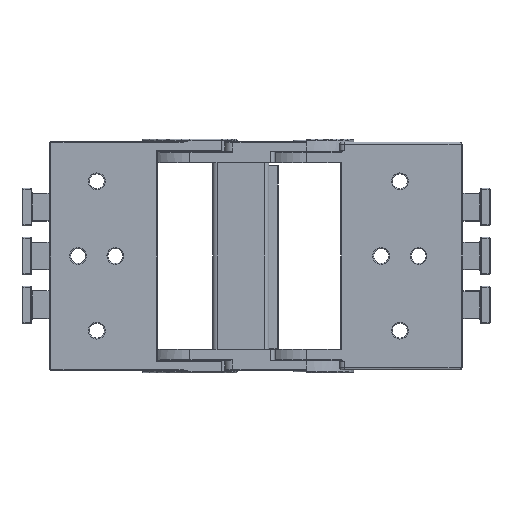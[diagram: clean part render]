
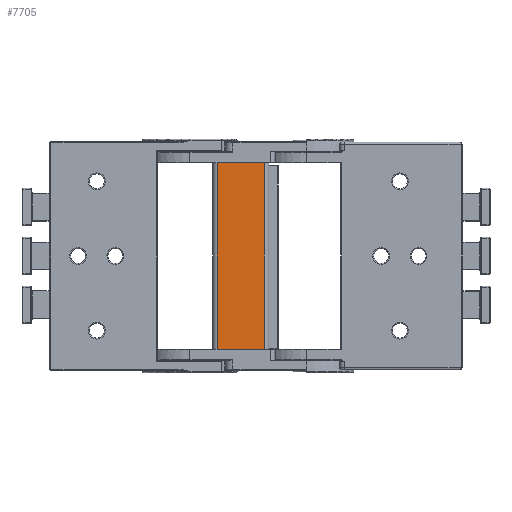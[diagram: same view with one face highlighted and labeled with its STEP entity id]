
A CAD part, front view. The second image highlights one B-rep face of the part: STEP entity #7705.
In plain terms, the highlighted planar face has unit normal (0, -1, 0).
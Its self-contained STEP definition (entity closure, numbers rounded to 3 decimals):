
#880 = CARTESIAN_POINT ( 'NONE',  ( -42.408, -5.369, 77.505 ) ) ;
#1238 = DIRECTION ( 'NONE',  ( 1., 0., 0. ) ) ;
#1341 = CARTESIAN_POINT ( 'NONE',  ( -41.408, -5.369, 37.505 ) ) ;
#1653 = EDGE_CURVE ( 'NONE', #13166, #28858, #25115, .T. ) ;
#1928 = EDGE_CURVE ( 'NONE', #2840, #17337, #19177, .T. ) ;
#2840 = VERTEX_POINT ( 'NONE', #16262 ) ;
#3192 = VECTOR ( 'NONE', #19124, 1000. ) ;
#3261 = PLANE ( 'NONE',  #22165 ) ;
#3502 = FACE_OUTER_BOUND ( 'NONE', #30129, .T. ) ;
#6432 = CARTESIAN_POINT ( 'NONE',  ( -42.408, -5.369, 37.505 ) ) ;
#7228 = EDGE_CURVE ( 'NONE', #28858, #17337, #13358, .T. ) ;
#7705 = ADVANCED_FACE ( 'NONE', ( #3502 ), #3261, .F. ) ;
#8298 = EDGE_CURVE ( 'NONE', #2840, #13166, #20833, .T. ) ;
#8584 = DIRECTION ( 'NONE',  ( 0., 0., -1. ) ) ;
#8618 = DIRECTION ( 'NONE',  ( -1., 0., 0. ) ) ;
#9394 = VECTOR ( 'NONE', #1238, 1000. ) ;
#13166 = VERTEX_POINT ( 'NONE', #18264 ) ;
#13358 = LINE ( 'NONE', #24310, #3192 ) ;
#15758 = ORIENTED_EDGE ( 'NONE', *, *, #1653, .T. ) ;
#16262 = CARTESIAN_POINT ( 'NONE',  ( -41.408, -5.369, 77.505 ) ) ;
#16566 = CARTESIAN_POINT ( 'NONE',  ( -42.408, -5.369, 37.505 ) ) ;
#17318 = ORIENTED_EDGE ( 'NONE', *, *, #8298, .T. ) ;
#17337 = VERTEX_POINT ( 'NONE', #25919 ) ;
#17467 = CARTESIAN_POINT ( 'NONE',  ( -31.408, -5.369, 37.505 ) ) ;
#18264 = CARTESIAN_POINT ( 'NONE',  ( -41.408, -5.369, 37.505 ) ) ;
#19124 = DIRECTION ( 'NONE',  ( 0., 0., 1. ) ) ;
#19177 = LINE ( 'NONE', #880, #20785 ) ;
#20785 = VECTOR ( 'NONE', #28049, 1000. ) ;
#20833 = LINE ( 'NONE', #1341, #22767 ) ;
#20909 = ORIENTED_EDGE ( 'NONE', *, *, #7228, .T. ) ;
#22165 = AXIS2_PLACEMENT_3D ( 'NONE', #6432, #31139, #8618 ) ;
#22767 = VECTOR ( 'NONE', #8584, 1000. ) ;
#23867 = ORIENTED_EDGE ( 'NONE', *, *, #1928, .F. ) ;
#24310 = CARTESIAN_POINT ( 'NONE',  ( -31.408, -5.369, 52.505 ) ) ;
#25115 = LINE ( 'NONE', #16566, #9394 ) ;
#25919 = CARTESIAN_POINT ( 'NONE',  ( -31.408, -5.369, 77.505 ) ) ;
#28049 = DIRECTION ( 'NONE',  ( 1., 0., 0. ) ) ;
#28858 = VERTEX_POINT ( 'NONE', #17467 ) ;
#30129 = EDGE_LOOP ( 'NONE', ( #20909, #23867, #17318, #15758 ) ) ;
#31139 = DIRECTION ( 'NONE',  ( 0., 1., 0. ) ) ;
